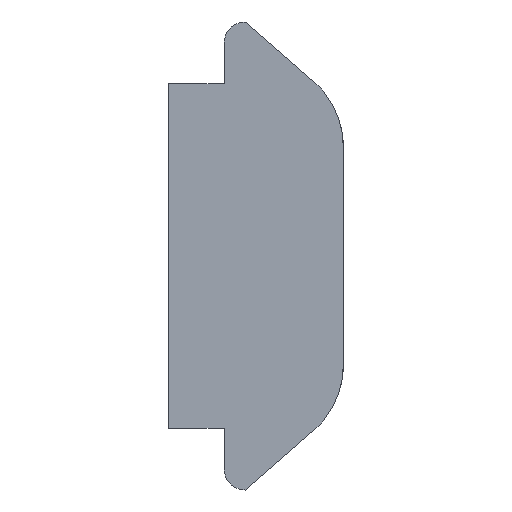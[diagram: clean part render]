
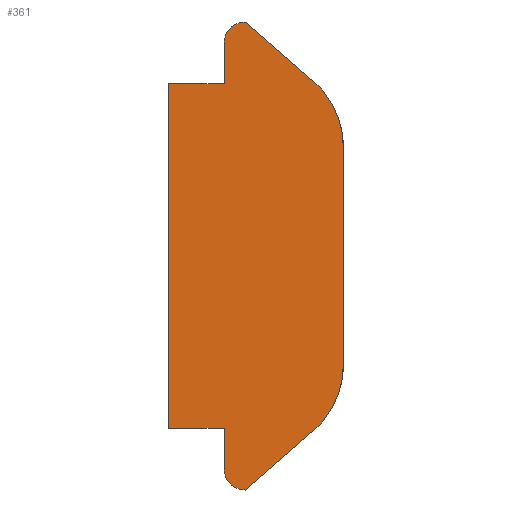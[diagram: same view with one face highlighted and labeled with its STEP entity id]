
A CAD part, left-side view. The second image highlights one B-rep face of the part: STEP entity #361.
In plain terms, the highlighted planar face has unit normal (-1, 0, 0).
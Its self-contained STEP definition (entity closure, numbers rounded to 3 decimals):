
#27 = ORIENTED_EDGE ( 'NONE', *, *, #563, .F. ) ;
#30 = CARTESIAN_POINT ( 'NONE',  ( -10., 0., 4.05 ) ) ;
#34 = CARTESIAN_POINT ( 'NONE',  ( -10., -0.5, 5. ) ) ;
#44 = EDGE_CURVE ( 'NONE', #147, #302, #702, .T. ) ;
#60 = EDGE_CURVE ( 'NONE', #302, #364, #594, .T. ) ;
#75 = ORIENTED_EDGE ( 'NONE', *, *, #89, .F. ) ;
#81 = VECTOR ( 'NONE', #336, 1000. ) ;
#87 = ORIENTED_EDGE ( 'NONE', *, *, #298, .F. ) ;
#89 = EDGE_CURVE ( 'NONE', #197, #147, #390, .T. ) ;
#96 = CARTESIAN_POINT ( 'NONE',  ( -10., 0., -4.05 ) ) ;
#105 = EDGE_CURVE ( 'NONE', #478, #197, #487, .T. ) ;
#106 = DIRECTION ( 'NONE',  ( 0., 0.755, -0.656 ) ) ;
#126 = CARTESIAN_POINT ( 'NONE',  ( -10., -2.8, 2.589 ) ) ;
#129 = ORIENTED_EDGE ( 'NONE', *, *, #623, .F. ) ;
#136 = LINE ( 'NONE', #679, #586 ) ;
#140 = DIRECTION ( 'NONE',  ( 1., 0., 0. ) ) ;
#142 = LINE ( 'NONE', #209, #639 ) ;
#147 = VERTEX_POINT ( 'NONE', #30 ) ;
#164 = DIRECTION ( 'NONE',  ( 1., 0., 0. ) ) ;
#189 = CARTESIAN_POINT ( 'NONE',  ( -10., -2.112, -4.098 ) ) ;
#190 = ORIENTED_EDGE ( 'NONE', *, *, #60, .F. ) ;
#197 = VERTEX_POINT ( 'NONE', #231 ) ;
#201 = VERTEX_POINT ( 'NONE', #189 ) ;
#209 = CARTESIAN_POINT ( 'NONE',  ( -10., -2.112, -4.098 ) ) ;
#211 = PLANE ( 'NONE',  #544 ) ;
#216 = AXIS2_PLACEMENT_3D ( 'NONE', #595, #164, #331 ) ;
#218 = LINE ( 'NONE', #436, #435 ) ;
#231 = CARTESIAN_POINT ( 'NONE',  ( -10., 1.3, 4.05 ) ) ;
#248 = EDGE_CURVE ( 'NONE', #334, #673, #337, .T. ) ;
#250 = CIRCLE ( 'NONE', #216, 2. ) ;
#253 = CARTESIAN_POINT ( 'NONE',  ( -10., -0.5, 5.5 ) ) ;
#259 = FACE_OUTER_BOUND ( 'NONE', #521, .T. ) ;
#271 = DIRECTION ( 'NONE',  ( 0., 0., 1. ) ) ;
#273 = CARTESIAN_POINT ( 'NONE',  ( -10., -0.5, 5. ) ) ;
#277 = DIRECTION ( 'NONE',  ( 1., 0., 0. ) ) ;
#278 = CARTESIAN_POINT ( 'NONE',  ( -10., 1.3, 4.05 ) ) ;
#280 = DIRECTION ( 'NONE',  ( 0., 0., 1. ) ) ;
#298 = EDGE_CURVE ( 'NONE', #364, #351, #571, .T. ) ;
#302 = VERTEX_POINT ( 'NONE', #520 ) ;
#304 = DIRECTION ( 'NONE',  ( 0., 0., -1. ) ) ;
#315 = VERTEX_POINT ( 'NONE', #96 ) ;
#323 = CARTESIAN_POINT ( 'NONE',  ( -10., -0.8, -2.589 ) ) ;
#331 = DIRECTION ( 'NONE',  ( 0., 0., -1. ) ) ;
#334 = VERTEX_POINT ( 'NONE', #627 ) ;
#336 = DIRECTION ( 'NONE',  ( 0., 0., 1. ) ) ;
#337 = CIRCLE ( 'NONE', #404, 0.5 ) ;
#338 = EDGE_CURVE ( 'NONE', #201, #334, #142, .T. ) ;
#340 = CARTESIAN_POINT ( 'NONE',  ( -10., 0., 4.05 ) ) ;
#342 = DIRECTION ( 'NONE',  ( 0., 0., -1. ) ) ;
#351 = VERTEX_POINT ( 'NONE', #427 ) ;
#352 = VECTOR ( 'NONE', #342, 1000. ) ;
#358 = DIRECTION ( 'NONE',  ( 0., 0., -1. ) ) ;
#361 = ADVANCED_FACE ( 'PLANAR_10', ( #259 ), #211, .F. ) ;
#364 = VERTEX_POINT ( 'NONE', #253 ) ;
#374 = DIRECTION ( 'NONE',  ( 0., -0.755, -0.656 ) ) ;
#387 = CARTESIAN_POINT ( 'NONE',  ( -10., 1.3, -4.05 ) ) ;
#390 = LINE ( 'NONE', #278, #394 ) ;
#394 = VECTOR ( 'NONE', #537, 1000. ) ;
#404 = AXIS2_PLACEMENT_3D ( 'NONE', #624, #140, #358 ) ;
#413 = ORIENTED_EDGE ( 'NONE', *, *, #105, .F. ) ;
#425 = EDGE_CURVE ( 'NONE', #599, #201, #488, .T. ) ;
#427 = CARTESIAN_POINT ( 'NONE',  ( -10., -2.112, 4.098 ) ) ;
#435 = VECTOR ( 'NONE', #280, 1000. ) ;
#436 = CARTESIAN_POINT ( 'NONE',  ( -10., 0., -5. ) ) ;
#440 = ORIENTED_EDGE ( 'NONE', *, *, #338, .F. ) ;
#445 = ORIENTED_EDGE ( 'NONE', *, *, #248, .F. ) ;
#478 = VERTEX_POINT ( 'NONE', #387 ) ;
#479 = DIRECTION ( 'NONE',  ( 1., 0., 0. ) ) ;
#483 = VECTOR ( 'NONE', #271, 1000. ) ;
#487 = LINE ( 'NONE', #704, #483 ) ;
#488 = CIRCLE ( 'NONE', #580, 2. ) ;
#489 = EDGE_CURVE ( 'NONE', #673, #315, #218, .T. ) ;
#504 = CARTESIAN_POINT ( 'NONE',  ( -10., 0., -5. ) ) ;
#520 = CARTESIAN_POINT ( 'NONE',  ( -10., 0., 5. ) ) ;
#521 = EDGE_LOOP ( 'NONE', ( #190, #697, #75, #413, #129, #530, #445, #440, #640, #589, #27, #87 ) ) ;
#528 = VECTOR ( 'NONE', #374, 1000. ) ;
#530 = ORIENTED_EDGE ( 'NONE', *, *, #489, .F. ) ;
#537 = DIRECTION ( 'NONE',  ( 0., -1., 0. ) ) ;
#544 = AXIS2_PLACEMENT_3D ( 'NONE', #34, #479, #304 ) ;
#547 = DIRECTION ( 'NONE',  ( 0., 0., -1. ) ) ;
#551 = DIRECTION ( 'NONE',  ( 1., 0., 0. ) ) ;
#563 = EDGE_CURVE ( 'NONE', #351, #670, #250, .T. ) ;
#571 = LINE ( 'NONE', #635, #528 ) ;
#580 = AXIS2_PLACEMENT_3D ( 'NONE', #323, #277, #701 ) ;
#586 = VECTOR ( 'NONE', #675, 1000. ) ;
#589 = ORIENTED_EDGE ( 'NONE', *, *, #676, .F. ) ;
#594 = CIRCLE ( 'NONE', #692, 0.5 ) ;
#595 = CARTESIAN_POINT ( 'NONE',  ( -10., -0.8, 2.589 ) ) ;
#599 = VERTEX_POINT ( 'NONE', #614 ) ;
#602 = CARTESIAN_POINT ( 'NONE',  ( -10., -2.8, 2.589 ) ) ;
#605 = LINE ( 'NONE', #126, #352 ) ;
#614 = CARTESIAN_POINT ( 'NONE',  ( -10., -2.8, -2.589 ) ) ;
#623 = EDGE_CURVE ( 'NONE', #315, #478, #136, .T. ) ;
#624 = CARTESIAN_POINT ( 'NONE',  ( -10., -0.5, -5. ) ) ;
#627 = CARTESIAN_POINT ( 'NONE',  ( -10., -0.5, -5.5 ) ) ;
#635 = CARTESIAN_POINT ( 'NONE',  ( -10., -0.5, 5.5 ) ) ;
#639 = VECTOR ( 'NONE', #106, 1000. ) ;
#640 = ORIENTED_EDGE ( 'NONE', *, *, #425, .F. ) ;
#670 = VERTEX_POINT ( 'NONE', #602 ) ;
#673 = VERTEX_POINT ( 'NONE', #504 ) ;
#675 = DIRECTION ( 'NONE',  ( 0., 1., 0. ) ) ;
#676 = EDGE_CURVE ( 'NONE', #670, #599, #605, .T. ) ;
#679 = CARTESIAN_POINT ( 'NONE',  ( -10., 0., -4.05 ) ) ;
#692 = AXIS2_PLACEMENT_3D ( 'NONE', #273, #551, #547 ) ;
#697 = ORIENTED_EDGE ( 'NONE', *, *, #44, .F. ) ;
#701 = DIRECTION ( 'NONE',  ( 0., 0., -1. ) ) ;
#702 = LINE ( 'NONE', #340, #81 ) ;
#704 = CARTESIAN_POINT ( 'NONE',  ( -10., 1.3, -4.05 ) ) ;
